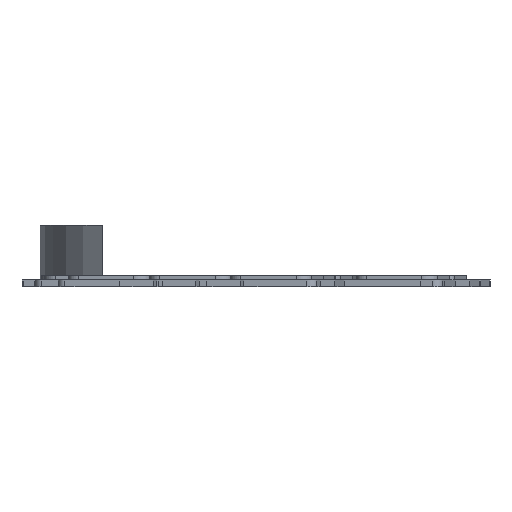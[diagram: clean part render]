
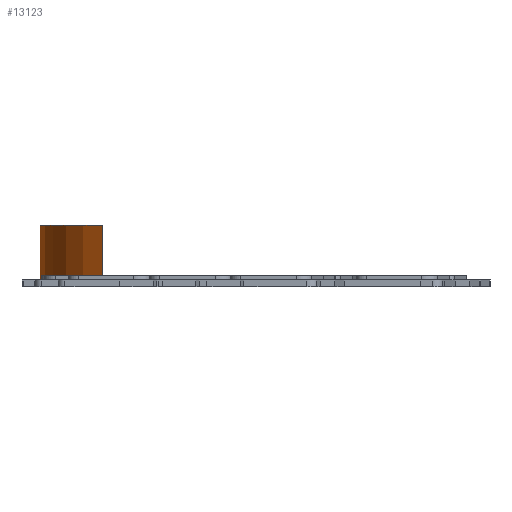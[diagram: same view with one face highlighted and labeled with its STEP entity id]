
A CAD part, left-side view. The second image highlights one B-rep face of the part: STEP entity #13123.
In plain terms, the highlighted cylindrical face has radius 37.636 mm (diameter 75.272 mm), a partial arc.
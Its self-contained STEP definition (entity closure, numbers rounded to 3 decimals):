
#90=CIRCLE('',#13228,37.636);
#617=CIRCLE('',#14341,37.636);
#883=CYLINDRICAL_SURFACE('',#14340,37.636);
#1491=FACE_OUTER_BOUND('',#2231,.T.);
#2231=EDGE_LOOP('',(#11566,#11567,#11568,#11569,#11570,#11571));
#2360=LINE('',#18335,#3736);
#2363=LINE('',#18341,#3739);
#3549=LINE('',#21806,#4925);
#3550=LINE('',#21810,#4926);
#3736=VECTOR('',#14495,10.);
#3739=VECTOR('',#14500,10.);
#4925=VECTOR('',#17912,10.);
#4926=VECTOR('',#17917,10.);
#5105=VERTEX_POINT('',#18332);
#5106=VERTEX_POINT('',#18334);
#5107=VERTEX_POINT('',#18338);
#5108=VERTEX_POINT('',#18340);
#6274=VERTEX_POINT('',#21804);
#6275=VERTEX_POINT('',#21808);
#6388=EDGE_CURVE('',#5105,#5106,#2360,.T.);
#6391=EDGE_CURVE('',#5108,#5107,#2363,.T.);
#6393=EDGE_CURVE('',#5108,#5105,#90,.T.);
#8104=EDGE_CURVE('',#5107,#6274,#3549,.T.);
#8105=EDGE_CURVE('',#6275,#6274,#617,.T.);
#8106=EDGE_CURVE('',#5106,#6275,#3550,.T.);
#11566=ORIENTED_EDGE('',*,*,#8104,.T.);
#11567=ORIENTED_EDGE('',*,*,#8105,.F.);
#11568=ORIENTED_EDGE('',*,*,#8106,.F.);
#11569=ORIENTED_EDGE('',*,*,#6388,.F.);
#11570=ORIENTED_EDGE('',*,*,#6393,.F.);
#11571=ORIENTED_EDGE('',*,*,#6391,.T.);
#13123=ADVANCED_FACE('',(#1491),#883,.T.);
#13228=AXIS2_PLACEMENT_3D('',#18344,#14504,#14505);
#14340=AXIS2_PLACEMENT_3D('',#21807,#17913,#17914);
#14341=AXIS2_PLACEMENT_3D('',#21809,#17915,#17916);
#14495=DIRECTION('',(0.,0.,-1.));
#14500=DIRECTION('',(0.,0.,-1.));
#14504=DIRECTION('center_axis',(0.,0.,1.));
#14505=DIRECTION('ref_axis',(0.789,0.614,0.));
#17912=DIRECTION('',(0.,0.,-1.));
#17913=DIRECTION('center_axis',(0.,0.,-1.));
#17914=DIRECTION('ref_axis',(0.789,0.614,0.));
#17915=DIRECTION('center_axis',(0.,0.,-1.));
#17916=DIRECTION('ref_axis',(0.789,0.614,0.));
#17917=DIRECTION('',(0.,0.,-1.));
#18332=CARTESIAN_POINT('',(112.886,-24.073,0.));
#18334=CARTESIAN_POINT('',(112.886,-24.073,-12.6));
#18335=CARTESIAN_POINT('',(112.886,-24.073,0.));
#18338=CARTESIAN_POINT('',(172.287,-24.073,-12.6));
#18340=CARTESIAN_POINT('',(172.287,-24.073,0.));
#18341=CARTESIAN_POINT('',(172.287,-24.073,0.));
#18344=CARTESIAN_POINT('Origin',(142.586,-47.189,0.));
#21804=CARTESIAN_POINT('',(172.287,-24.073,-14.2));
#21806=CARTESIAN_POINT('',(172.287,-24.073,-12.6));
#21807=CARTESIAN_POINT('Origin',(142.586,-47.189,-12.6));
#21808=CARTESIAN_POINT('',(112.886,-24.073,-14.2));
#21809=CARTESIAN_POINT('Origin',(142.586,-47.189,-14.2));
#21810=CARTESIAN_POINT('',(112.886,-24.073,-12.6));
